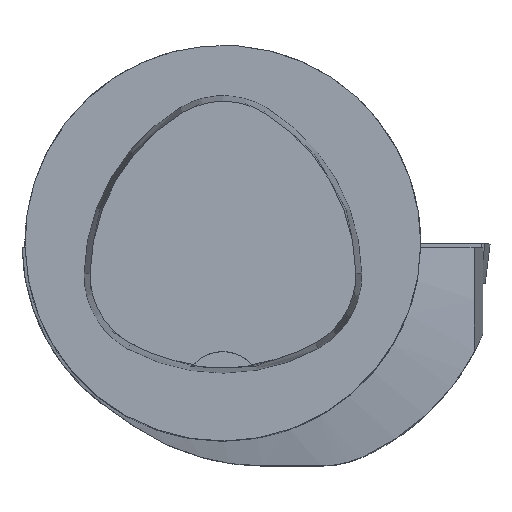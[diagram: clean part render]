
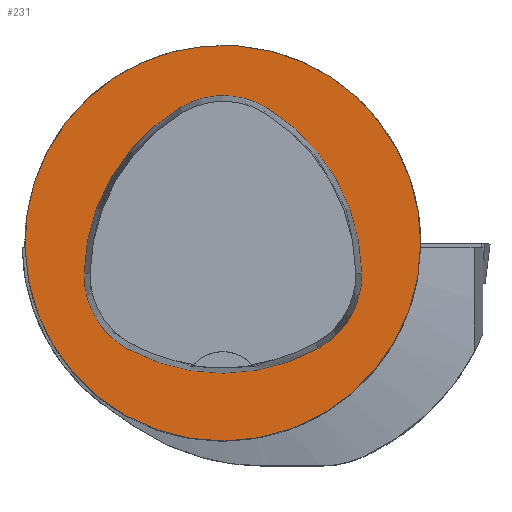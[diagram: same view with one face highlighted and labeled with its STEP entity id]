
A CAD part, top view. The second image highlights one B-rep face of the part: STEP entity #231.
In plain terms, the highlighted planar face has unit normal (0, 0, 1).
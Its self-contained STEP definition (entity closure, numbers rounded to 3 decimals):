
#231=ADVANCED_FACE('',(#473,#474),#284,.T.);
#284=PLANE('',#1379);
#473=FACE_BOUND('',#526,.T.);
#474=FACE_BOUND('',#527,.T.);
#526=EDGE_LOOP('',(#735,#736,#737,#738,#739,#740));
#527=EDGE_LOOP('',(#741));
#735=ORIENTED_EDGE('',*,*,#1114,.F.);
#736=ORIENTED_EDGE('',*,*,#1109,.F.);
#737=ORIENTED_EDGE('',*,*,#1104,.F.);
#738=ORIENTED_EDGE('',*,*,#1101,.F.);
#739=ORIENTED_EDGE('',*,*,#1098,.F.);
#740=ORIENTED_EDGE('',*,*,#1094,.F.);
#741=ORIENTED_EDGE('',*,*,#1064,.T.);
#941=VERTEX_POINT('',#2021);
#969=VERTEX_POINT('',#2129);
#970=VERTEX_POINT('',#2130);
#973=VERTEX_POINT('',#2138);
#975=VERTEX_POINT('',#2144);
#977=VERTEX_POINT('',#2150);
#981=VERTEX_POINT('',#2163);
#1064=EDGE_CURVE('',#941,#941,#1186,.T.);
#1094=EDGE_CURVE('',#969,#970,#1189,.T.);
#1098=EDGE_CURVE('',#970,#973,#1191,.T.);
#1101=EDGE_CURVE('',#973,#975,#1193,.T.);
#1104=EDGE_CURVE('',#975,#977,#1195,.T.);
#1109=EDGE_CURVE('',#977,#981,#1198,.T.);
#1114=EDGE_CURVE('',#981,#969,#1201,.T.);
#1186=CIRCLE('',#1343,20.);
#1189=CIRCLE('',#1357,20.);
#1191=CIRCLE('',#1360,8.5);
#1193=CIRCLE('',#1363,20.);
#1195=CIRCLE('',#1366,8.5);
#1198=CIRCLE('',#1370,20.);
#1201=CIRCLE('',#1374,8.5);
#1343=AXIS2_PLACEMENT_3D('',#2020,#1569,#1570);
#1357=AXIS2_PLACEMENT_3D('',#2128,#1605,#1606);
#1360=AXIS2_PLACEMENT_3D('',#2137,#1613,#1614);
#1363=AXIS2_PLACEMENT_3D('',#2143,#1620,#1621);
#1366=AXIS2_PLACEMENT_3D('',#2149,#1627,#1628);
#1370=AXIS2_PLACEMENT_3D('',#2162,#1636,#1637);
#1374=AXIS2_PLACEMENT_3D('',#2175,#1645,#1646);
#1379=AXIS2_PLACEMENT_3D('',#2180,#1655,#1656);
#1569=DIRECTION('',(0.,0.,1.));
#1570=DIRECTION('',(1.,0.,0.));
#1605=DIRECTION('',(0.,0.,1.));
#1606=DIRECTION('',(1.,0.,0.));
#1613=DIRECTION('',(0.,0.,1.));
#1614=DIRECTION('',(1.,0.,0.));
#1620=DIRECTION('',(0.,0.,1.));
#1621=DIRECTION('',(1.,0.,0.));
#1627=DIRECTION('',(0.,0.,1.));
#1628=DIRECTION('',(1.,0.,0.));
#1636=DIRECTION('',(0.,0.,1.));
#1637=DIRECTION('',(1.,0.,0.));
#1645=DIRECTION('',(0.,0.,1.));
#1646=DIRECTION('',(1.,0.,0.));
#1655=DIRECTION('',(0.,0.,1.));
#1656=DIRECTION('',(-1.,0.,0.));
#2020=CARTESIAN_POINT('',(0.,0.,0.));
#2021=CARTESIAN_POINT('',(20.,0.,0.));
#2128=CARTESIAN_POINT('',(-5.955,-3.414,0.));
#2129=CARTESIAN_POINT('',(14.041,-3.042,0.));
#2130=CARTESIAN_POINT('',(4.472,13.653,0.));
#2137=CARTESIAN_POINT('',(0.04,6.4,0.));
#2138=CARTESIAN_POINT('',(-4.347,13.68,0.));
#2143=CARTESIAN_POINT('',(5.976,-3.45,0.));
#2144=CARTESIAN_POINT('',(-14.021,-3.075,0.));
#2149=CARTESIAN_POINT('',(-5.522,-3.235,0.));
#2150=CARTESIAN_POINT('',(-9.588,-10.699,0.));
#2162=CARTESIAN_POINT('',(-0.022,6.864,0.));
#2163=CARTESIAN_POINT('',(9.655,-10.639,0.));
#2175=CARTESIAN_POINT('',(5.543,-3.2,0.));
#2180=CARTESIAN_POINT('',(0.,0.,0.));
